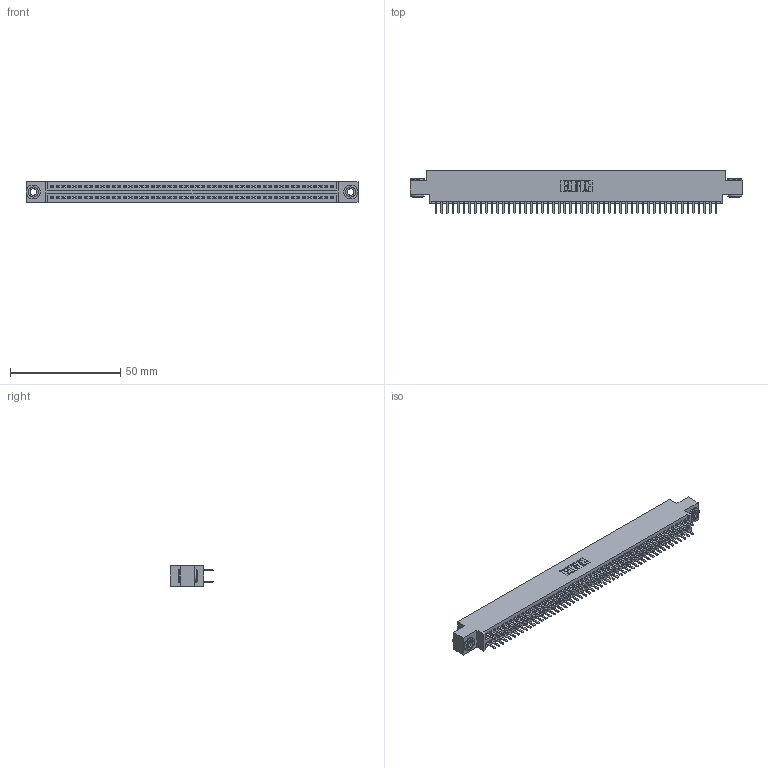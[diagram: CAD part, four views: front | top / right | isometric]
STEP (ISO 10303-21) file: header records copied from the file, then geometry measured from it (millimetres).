
FILE_DESCRIPTION (( 'STEP AP203' ), '1' );
FILE_NAME ('345-102-520-803.STEP', '2018-10-05T18:45:16', ( '' ), ( '' ), 'SwSTEP 2.0', 'SolidWorks 2016', '' );
FILE_SCHEMA (( 'CONFIG_CONTROL_DESIGN' ));
Length unit declared in the file: inch
Products named in the file (4): 345-292-001_345-293-120; 345 Part_0.170 Offset - 0.156 Dia-TH; 345-250-002_345-250-002-102; 345-102-520-803
Assembly tree (105 placements, depth 2):
  345-102-520-803
    345 Part_0.170 Offset - 0.156 Dia-TH
    345-292-001_345-293-120  x102
    345-250-002_345-250-002-102  x2
Bounding box: 150.75 x 19.68 x 9.4 mm (x, y, z)
Volume: 14588.6 mm3; surface area: 21991.7 mm2
Topology: 105 solids, 105 shells, 5676 faces, 16443 edges, 10686 vertices
Faces by surface type: plane 3664, cylinder 2004, cone 8
Entity records: 39700 total; most frequent: CARTESIAN_POINT 6635, ORIENTED_EDGE 6550, DIRECTION 5857, EDGE_CURVE 3275, VECTOR 2911, LINE 2911, VERTEX_POINT 2178, AXIS2_PLACEMENT_3D 1473
